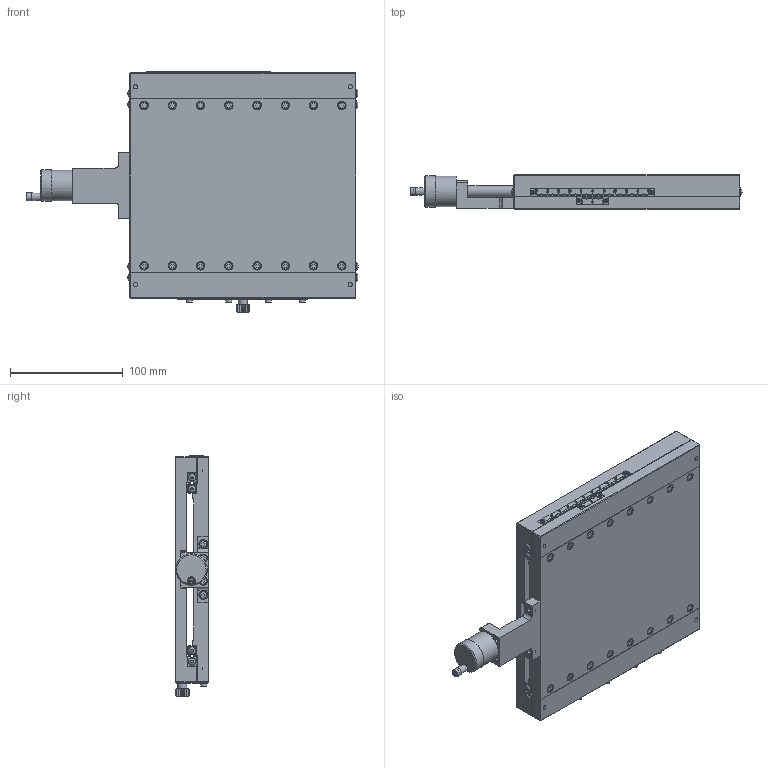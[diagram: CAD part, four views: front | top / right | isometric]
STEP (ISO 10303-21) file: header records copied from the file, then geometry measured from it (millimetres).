
FILE_DESCRIPTION (( 'STEP AP203' ), '1' );
FILE_NAME ('528860.STEP', '2024-10-17T01:39:02', ( 'Windows User' ), ( 'P R C' ), 'SwSTEP 2.0', 'SolidWorks 2020', '' );
FILE_SCHEMA (( 'CONFIG_CONTROL_DESIGN' ));
Products named in the file (1): 528860
Bounding box: 293.85 x 30 x 213.6 mm (x, y, z)
Volume: 1027658.3 mm3; surface area: 233687.3 mm2
Topology: 2 solids, 2 shells, 2646 faces, 6527 edges, 4242 vertices
Faces by surface type: plane 2229, cylinder 238, cone 108, bspline 63, torus 8
Full cylindrical faces by diameter (mm): 3.242 x53, 3.4 x16, 3.688 x4, 3.8 x4, 4 x1, 5 x1, 5.2 x1, 5.5 x24, 6 x36, 6.9 x8, 7 x21, 7.5 x18, 8 x8, 10 x2, 27 x1, 28 x1
Entity records: 77055 total; most frequent: CARTESIAN_POINT 16295, ORIENTED_EDGE 12224, DIRECTION 11643, EDGE_CURVE 6112, LINE 5273, VECTOR 5273, VERTEX_POINT 4182, EDGE_LOOP 3390
